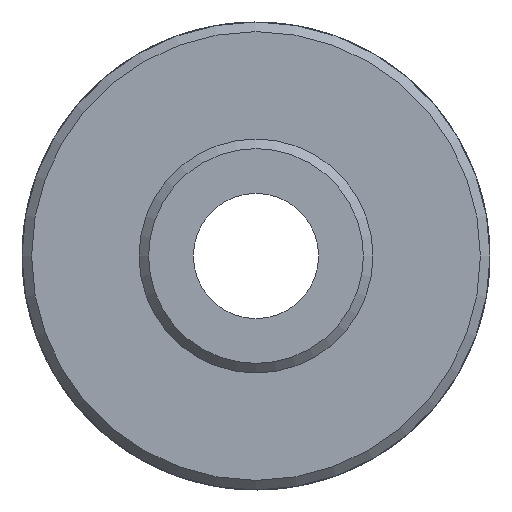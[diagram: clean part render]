
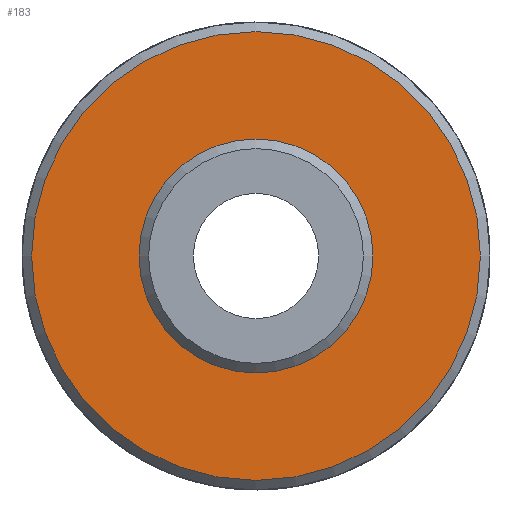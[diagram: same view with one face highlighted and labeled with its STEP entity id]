
A CAD part, left-side view. The second image highlights one B-rep face of the part: STEP entity #183.
In plain terms, the highlighted planar face has unit normal (-1, 0, 0).
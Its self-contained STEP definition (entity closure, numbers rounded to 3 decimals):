
#141=CARTESIAN_POINT('',(14.275,3.045,0.));
#142=VERTEX_POINT('',#141);
#143=CARTESIAN_POINT('',(14.275,0.,0.0));
#144=DIRECTION('',(1.0,0.0,0.0));
#145=DIRECTION('',(0.0,-1.0,0.0));
#146=AXIS2_PLACEMENT_3D('',#143,#144,#145);
#147=CIRCLE('',#146,3.045);
#148=EDGE_CURVE('',#142,#142,#147,.T.);
#164=CARTESIAN_POINT('',(14.275,2.381,0.0));
#165=DIRECTION('',(-1.0,0.0,0.0));
#166=DIRECTION('',(0.0,0.0,1.0));
#167=AXIS2_PLACEMENT_3D('',#164,#165,#166);
#168=PLANE('',#167);
#169=ORIENTED_EDGE('',*,*,#148,.F.);
#170=EDGE_LOOP('',(#169));
#171=FACE_OUTER_BOUND('',#170,.T.);
#172=CARTESIAN_POINT('',(14.275,1.588,0.0));
#173=VERTEX_POINT('',#172);
#174=CARTESIAN_POINT('',(14.275,0.,0.0));
#175=DIRECTION('',(1.0,0.0,0.0));
#176=DIRECTION('',(0.0,1.0,0.0));
#177=AXIS2_PLACEMENT_3D('',#174,#175,#176);
#178=CIRCLE('',#177,1.588);
#179=EDGE_CURVE('',#173,#173,#178,.T.);
#180=ORIENTED_EDGE('',*,*,#179,.T.);
#181=EDGE_LOOP('',(#180));
#182=FACE_BOUND('',#181,.T.);
#183=ADVANCED_FACE('',(#171,#182),#168,.T.);
